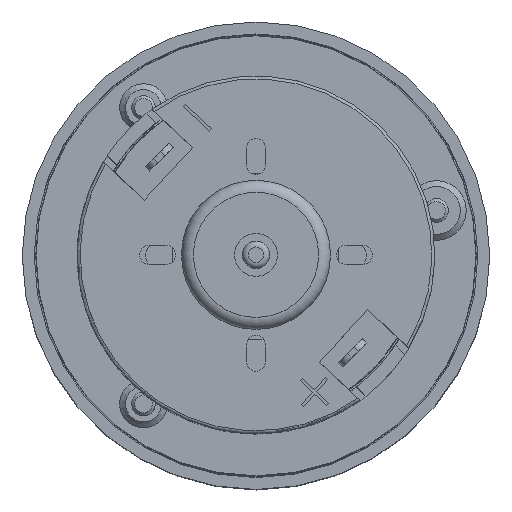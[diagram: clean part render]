
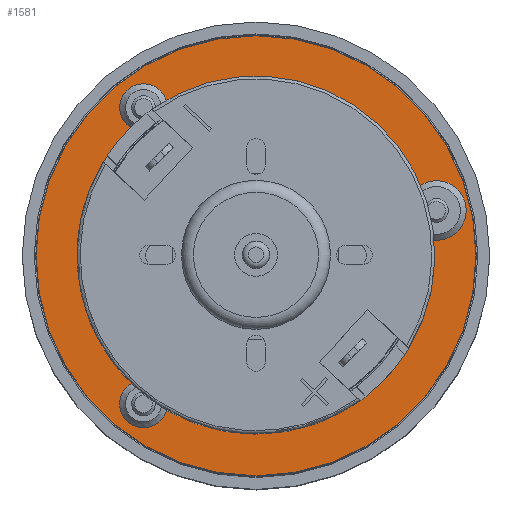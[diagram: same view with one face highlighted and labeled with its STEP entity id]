
A CAD part, top view. The second image highlights one B-rep face of the part: STEP entity #1581.
In plain terms, the highlighted planar face has unit normal (0, 0, 1).
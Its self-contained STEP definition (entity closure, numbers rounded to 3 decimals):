
#1581=ADVANCED_FACE('',(#3383,#3384,#3385,#3386,#3387),#3388,.T.);
#3383=FACE_BOUND('',#6010,.T.);
#3384=FACE_BOUND('',#6011,.T.);
#3385=FACE_BOUND('',#6012,.T.);
#3386=FACE_BOUND('',#6013,.T.);
#3387=FACE_OUTER_BOUND('',#6014,.T.);
#3388=PLANE('',#6015);
#6010=EDGE_LOOP('',(#9461));
#6011=EDGE_LOOP('',(#9462));
#6012=EDGE_LOOP('',(#9463));
#6013=EDGE_LOOP('',(#9464));
#6014=EDGE_LOOP('',(#9465));
#6015=AXIS2_PLACEMENT_3D('',#9466,#9467,#9468);
#9461=ORIENTED_EDGE('',*,*,#15597,.T.);
#9462=ORIENTED_EDGE('',*,*,#15646,.F.);
#9463=ORIENTED_EDGE('',*,*,#15647,.F.);
#9464=ORIENTED_EDGE('',*,*,#15648,.T.);
#9465=ORIENTED_EDGE('',*,*,#15649,.T.);
#9466=CARTESIAN_POINT('',(0.0,0.0,1.1));
#9467=DIRECTION('',(0.0,0.0,1.0));
#9468=DIRECTION('',(1.0,0.0,0.0));
#15597=EDGE_CURVE('',#18106,#18106,#18107,.F.);
#15646=EDGE_CURVE('',#18192,#18192,#18193,.T.);
#15647=EDGE_CURVE('',#18194,#18194,#18195,.T.);
#15648=EDGE_CURVE('',#18196,#18196,#18197,.F.);
#15649=EDGE_CURVE('',#18198,#18198,#18199,.T.);
#18106=VERTEX_POINT('',#21817);
#18107=CIRCLE('',#21818,2.5);
#18192=VERTEX_POINT('',#21933);
#18193=CIRCLE('',#21934,2.0);
#18194=VERTEX_POINT('',#21935);
#18195=CIRCLE('',#21936,2.0);
#18196=VERTEX_POINT('',#21937);
#18197=CIRCLE('',#21938,12.5);
#18198=VERTEX_POINT('',#21939);
#18199=CIRCLE('',#21940,18.45);
#21817=CARTESIAN_POINT('',(-1.297,15.131,1.1));
#21818=AXIS2_PLACEMENT_3D('',#27149,#27150,#27151);
#21933=CARTESIAN_POINT('',(14.425,-9.433,1.1));
#21934=AXIS2_PLACEMENT_3D('',#27212,#27213,#27214);
#21935=CARTESIAN_POINT('',(-10.425,-9.433,1.1));
#21936=AXIS2_PLACEMENT_3D('',#27215,#27216,#27217);
#21937=CARTESIAN_POINT('',(12.5,0.0,1.1));
#21938=AXIS2_PLACEMENT_3D('',#27218,#27219,#27220);
#21939=CARTESIAN_POINT('',(18.45,0.0,1.1));
#21940=AXIS2_PLACEMENT_3D('',#27221,#27222,#27223);
#27149=CARTESIAN_POINT('',(-3.797,15.131,1.1));
#27150=DIRECTION('',(0.0,0.0,1.0));
#27151=DIRECTION('',(1.0,0.0,0.0));
#27212=CARTESIAN_POINT('',(12.425,-9.433,1.1));
#27213=DIRECTION('',(0.0,0.0,1.0));
#27214=DIRECTION('',(1.0,0.0,0.0));
#27215=CARTESIAN_POINT('',(-12.425,-9.433,1.1));
#27216=DIRECTION('',(0.0,0.0,1.0));
#27217=DIRECTION('',(1.0,0.0,0.0));
#27218=CARTESIAN_POINT('',(0.0,0.0,1.1));
#27219=DIRECTION('',(0.0,0.0,1.0));
#27220=DIRECTION('',(1.0,0.0,0.0));
#27221=CARTESIAN_POINT('',(0.0,0.0,1.1));
#27222=DIRECTION('',(0.0,0.0,1.0));
#27223=DIRECTION('',(1.0,0.0,0.0));
